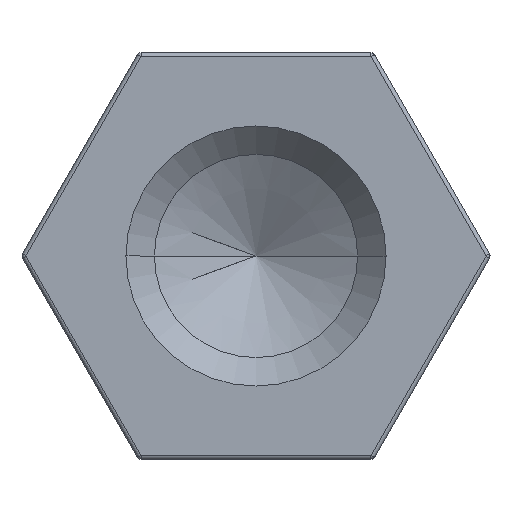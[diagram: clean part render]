
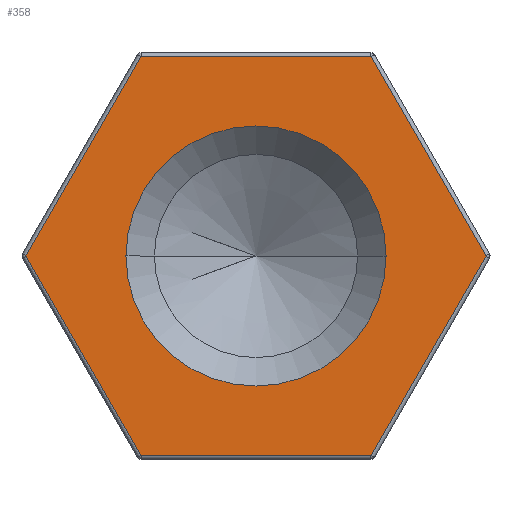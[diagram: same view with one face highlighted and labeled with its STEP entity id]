
A CAD part, left-side view. The second image highlights one B-rep face of the part: STEP entity #358.
In plain terms, the highlighted planar face has unit normal (-1, 0, 0).
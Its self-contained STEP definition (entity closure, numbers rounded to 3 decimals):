
#1 = DIRECTION ( 'NONE',  ( 0., -0.5, -0.866 ) ) ;
#8 = CARTESIAN_POINT ( 'NONE',  ( 0., 4.244, 2.45 ) ) ;
#16 = CIRCLE ( 'NONE', #116, 3.2 ) ;
#24 = DIRECTION ( 'NONE',  ( 1., 0., 0. ) ) ;
#39 = CARTESIAN_POINT ( 'NONE',  ( 0., 0., 0. ) ) ;
#42 = CARTESIAN_POINT ( 'NONE',  ( 0., 0., -4.9 ) ) ;
#81 = CARTESIAN_POINT ( 'NONE',  ( 0., -5.658, 0. ) ) ;
#106 = VECTOR ( 'NONE', #1285, 1000. ) ;
#116 = AXIS2_PLACEMENT_3D ( 'NONE', #841, #839, #835 ) ;
#117 = LINE ( 'NONE', #1247, #106 ) ;
#159 = CARTESIAN_POINT ( 'NONE',  ( 0., 2.829, -4.9 ) ) ;
#191 = FACE_BOUND ( 'NONE', #843, .T. ) ;
#210 = FACE_OUTER_BOUND ( 'NONE', #984, .T. ) ;
#260 = EDGE_CURVE ( 'NONE', #524, #1073, #305, .T. ) ;
#271 = CARTESIAN_POINT ( 'NONE',  ( 0., 2.829, 4.9 ) ) ;
#280 = CARTESIAN_POINT ( 'NONE',  ( 0., 3.2, 0. ) ) ;
#305 = CIRCLE ( 'NONE', #1254, 3.2 ) ;
#325 = DIRECTION ( 'NONE',  ( 0., 1., 0. ) ) ;
#351 = DIRECTION ( 'NONE',  ( 0., 0.5, 0.866 ) ) ;
#353 = DIRECTION ( 'NONE',  ( 0., 1., 0. ) ) ;
#358 = ADVANCED_FACE ( 'NONE', ( #210, #191 ), #1194, .F. ) ;
#374 = CARTESIAN_POINT ( 'NONE',  ( 0., -2.829, 4.9 ) ) ;
#376 = CARTESIAN_POINT ( 'NONE',  ( 0., 0., 4.9 ) ) ;
#383 = AXIS2_PLACEMENT_3D ( 'NONE', #1088, #1209, #1206 ) ;
#385 = CARTESIAN_POINT ( 'NONE',  ( 0., 4.244, -2.45 ) ) ;
#386 = DIRECTION ( 'NONE',  ( 0., 0.5, -0.866 ) ) ;
#388 = CARTESIAN_POINT ( 'NONE',  ( 0., -4.244, 2.45 ) ) ;
#402 = EDGE_CURVE ( 'NONE', #1090, #652, #117, .T. ) ;
#417 = LINE ( 'NONE', #8, #1433 ) ;
#424 = DIRECTION ( 'NONE',  ( 0., -1., 0. ) ) ;
#450 = EDGE_CURVE ( 'NONE', #1073, #524, #16, .T. ) ;
#473 = VECTOR ( 'NONE', #424, 1000. ) ;
#524 = VERTEX_POINT ( 'NONE', #531 ) ;
#531 = CARTESIAN_POINT ( 'NONE',  ( 0., -3.2, 0. ) ) ;
#608 = ORIENTED_EDGE ( 'NONE', *, *, #743, .T. ) ;
#611 = ORIENTED_EDGE ( 'NONE', *, *, #755, .T. ) ;
#612 = ORIENTED_EDGE ( 'NONE', *, *, #728, .T. ) ;
#613 = ORIENTED_EDGE ( 'NONE', *, *, #741, .T. ) ;
#615 = ORIENTED_EDGE ( 'NONE', *, *, #716, .T. ) ;
#623 = ORIENTED_EDGE ( 'NONE', *, *, #402, .T. ) ;
#628 = ORIENTED_EDGE ( 'NONE', *, *, #450, .T. ) ;
#634 = ORIENTED_EDGE ( 'NONE', *, *, #260, .T. ) ;
#652 = VERTEX_POINT ( 'NONE', #81 ) ;
#667 = VERTEX_POINT ( 'NONE', #159 ) ;
#716 = EDGE_CURVE ( 'NONE', #667, #1090, #1323, .T. ) ;
#728 = EDGE_CURVE ( 'NONE', #1046, #890, #417, .T. ) ;
#741 = EDGE_CURVE ( 'NONE', #890, #667, #1179, .T. ) ;
#743 = EDGE_CURVE ( 'NONE', #652, #766, #1169, .T. ) ;
#755 = EDGE_CURVE ( 'NONE', #766, #1046, #1289, .T. ) ;
#766 = VERTEX_POINT ( 'NONE', #374 ) ;
#830 = VECTOR ( 'NONE', #351, 1000. ) ;
#835 = DIRECTION ( 'NONE',  ( 0., 1., 0. ) ) ;
#839 = DIRECTION ( 'NONE',  ( 1., 0., 0. ) ) ;
#841 = CARTESIAN_POINT ( 'NONE',  ( 0., 0., 0. ) ) ;
#843 = EDGE_LOOP ( 'NONE', ( #628, #634 ) ) ;
#874 = VECTOR ( 'NONE', #1, 1000. ) ;
#890 = VERTEX_POINT ( 'NONE', #1427 ) ;
#984 = EDGE_LOOP ( 'NONE', ( #608, #611, #612, #613, #615, #623 ) ) ;
#1046 = VERTEX_POINT ( 'NONE', #271 ) ;
#1073 = VERTEX_POINT ( 'NONE', #280 ) ;
#1088 = CARTESIAN_POINT ( 'NONE',  ( 0., 0., 0. ) ) ;
#1090 = VERTEX_POINT ( 'NONE', #1160 ) ;
#1160 = CARTESIAN_POINT ( 'NONE',  ( 0., -2.829, -4.9 ) ) ;
#1169 = LINE ( 'NONE', #388, #830 ) ;
#1179 = LINE ( 'NONE', #385, #874 ) ;
#1194 = PLANE ( 'NONE',  #383 ) ;
#1206 = DIRECTION ( 'NONE',  ( 0., 1., 0. ) ) ;
#1209 = DIRECTION ( 'NONE',  ( 1., 0., 0. ) ) ;
#1247 = CARTESIAN_POINT ( 'NONE',  ( 0., -4.244, -2.45 ) ) ;
#1254 = AXIS2_PLACEMENT_3D ( 'NONE', #39, #24, #325 ) ;
#1278 = VECTOR ( 'NONE', #353, 1000. ) ;
#1285 = DIRECTION ( 'NONE',  ( 0., -0.5, 0.866 ) ) ;
#1289 = LINE ( 'NONE', #376, #1278 ) ;
#1323 = LINE ( 'NONE', #42, #473 ) ;
#1427 = CARTESIAN_POINT ( 'NONE',  ( 0., 5.658, 0. ) ) ;
#1433 = VECTOR ( 'NONE', #386, 1000. ) ;
